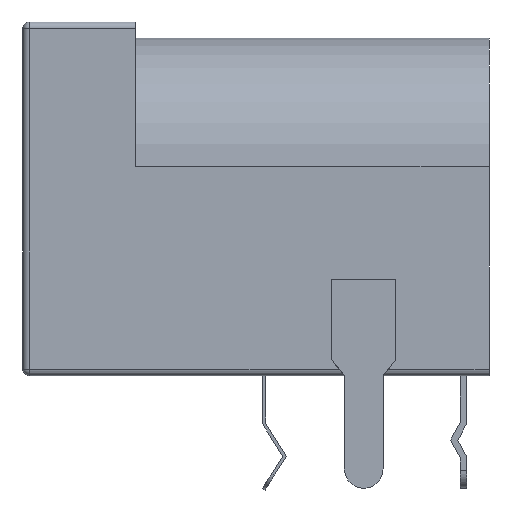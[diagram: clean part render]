
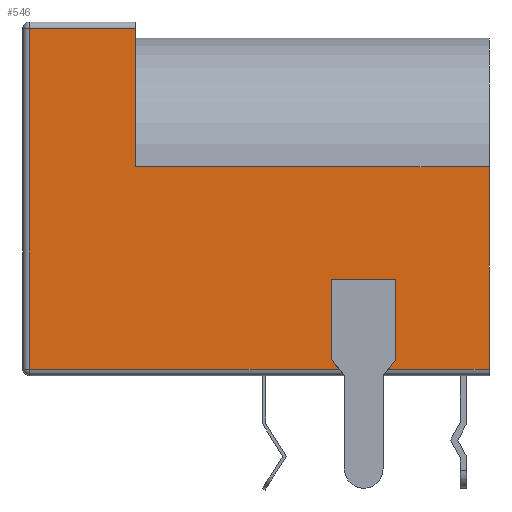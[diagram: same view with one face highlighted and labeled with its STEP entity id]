
A CAD part, front view. The second image highlights one B-rep face of the part: STEP entity #546.
In plain terms, the highlighted planar face has unit normal (0, -1, 0).
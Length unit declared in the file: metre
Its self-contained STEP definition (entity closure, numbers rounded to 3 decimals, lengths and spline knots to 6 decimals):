
#238 = EDGE_CURVE( '', #644, #640, #645, .T. );
#292 = EDGE_CURVE( '', #732, #733, #734, .T. );
#296 = EDGE_CURVE( '', #714, #663, #740, .T. );
#302 = EDGE_CURVE( '', #749, #732, #750, .T. );
#308 = EDGE_CURVE( '', #759, #760, #761, .T. );
#366 = EDGE_CURVE( '', #839, #749, #840, .T. );
#416 = EDGE_CURVE( '', #909, #796, #910, .T. );
#452 = EDGE_CURVE( '', #733, #644, #954, .T. );
#454 = EDGE_CURVE( '', #714, #759, #956, .T. );
#464 = EDGE_CURVE( '', #796, #640, #967, .T. );
#504 = EDGE_CURVE( '', #760, #909, #1012, .T. );
#514 = EDGE_CURVE( '', #839, #663, #1022, .T. );
#546 = ADVANCED_FACE( '', ( #1058 ), #1059, .F. );
#640 = VERTEX_POINT( '', #1161 );
#644 = VERTEX_POINT( '', #1167 );
#645 = LINE( '', #1168, #1169 );
#663 = VERTEX_POINT( '', #1194 );
#714 = VERTEX_POINT( '', #1256 );
#732 = VERTEX_POINT( '', #1284 );
#733 = VERTEX_POINT( '', #1285 );
#734 = LINE( '', #1286, #1287 );
#740 = LINE( '', #1296, #1297 );
#749 = VERTEX_POINT( '', #1311 );
#750 = LINE( '', #1312, #1313 );
#759 = VERTEX_POINT( '', #1325 );
#760 = VERTEX_POINT( '', #1326 );
#761 = LINE( '', #1327, #1328 );
#796 = VERTEX_POINT( '', #1379 );
#839 = VERTEX_POINT( '', #1443 );
#840 = LINE( '', #1444, #1445 );
#909 = VERTEX_POINT( '', #1546 );
#910 = LINE( '', #1547, #1548 );
#954 = LINE( '', #1617, #1618 );
#956 = LINE( '', #1621, #1622 );
#967 = LINE( '', #1642, #1643 );
#1012 = LINE( '', #1714, #1715 );
#1022 = LINE( '', #1733, #1734 );
#1058 = FACE_OUTER_BOUND( '', #1788, .T. );
#1059 = PLANE( '', #1789 );
#1161 = CARTESIAN_POINT( '', ( 0.002589, -0.0045, 0.000287 ) );
#1167 = CARTESIAN_POINT( '', ( -0.007051, -0.0045, 0.000287 ) );
#1168 = CARTESIAN_POINT( '', ( -0.007251, -0.0045, 0.000287 ) );
#1169 = VECTOR( '', #1909, 1. );
#1194 = CARTESIAN_POINT( '', ( 0.007249, -0.0045, 0.000287 ) );
#1256 = CARTESIAN_POINT( '', ( 0.004109, -0.0045, 0.000287 ) );
#1284 = CARTESIAN_POINT( '', ( -0.003751, -0.0045, 0.010887 ) );
#1285 = CARTESIAN_POINT( '', ( -0.007051, -0.0045, 0.010887 ) );
#1286 = CARTESIAN_POINT( '', ( -0.007251, -0.0045, 0.010887 ) );
#1287 = VECTOR( '', #2017, 1. );
#1296 = CARTESIAN_POINT( '', ( -0.007251, -0.0045, 0.000287 ) );
#1297 = VECTOR( '', #2019, 1. );
#1311 = CARTESIAN_POINT( '', ( -0.003751, -0.0045, 0.006587 ) );
#1312 = CARTESIAN_POINT( '', ( -0.003751, -0.0045, 0.000087 ) );
#1313 = VECTOR( '', #2022, 1. );
#1325 = CARTESIAN_POINT( '', ( 0.004349, -0.0045, 0.000587 ) );
#1326 = CARTESIAN_POINT( '', ( 0.004349, -0.0045, 0.003087 ) );
#1327 = CARTESIAN_POINT( '', ( 0.004349, -0.0045, 0.000587 ) );
#1328 = VECTOR( '', #2032, 1. );
#1379 = CARTESIAN_POINT( '', ( 0.002349, -0.0045, 0.000587 ) );
#1443 = CARTESIAN_POINT( '', ( 0.007249, -0.0045, 0.006587 ) );
#1444 = CARTESIAN_POINT( '', ( 0.007249, -0.0045, 0.006587 ) );
#1445 = VECTOR( '', #2131, 1. );
#1546 = CARTESIAN_POINT( '', ( 0.002349, -0.0045, 0.003087 ) );
#1547 = CARTESIAN_POINT( '', ( 0.002349, -0.0045, 0.000587 ) );
#1548 = VECTOR( '', #2223, 1. );
#1617 = CARTESIAN_POINT( '', ( -0.007051, -0.0045, 0.000087 ) );
#1618 = VECTOR( '', #2273, 1. );
#1621 = CARTESIAN_POINT( '', ( 0.003949, -0.0045, 0.000087 ) );
#1622 = VECTOR( '', #2274, 1. );
#1642 = CARTESIAN_POINT( '', ( 0.002749, -0.0045, 0.000087 ) );
#1643 = VECTOR( '', #2279, 1. );
#1714 = CARTESIAN_POINT( '', ( 0.004349, -0.0045, 0.003087 ) );
#1715 = VECTOR( '', #2344, 1. );
#1733 = CARTESIAN_POINT( '', ( 0.007249, -0.0045, 0.000087 ) );
#1734 = VECTOR( '', #2351, 1. );
#1788 = EDGE_LOOP( '', ( #2412, #2413, #2414, #2415, #2416, #2417, #2418, #2419, #2420, #2421, #2422, #2423 ) );
#1789 = AXIS2_PLACEMENT_3D( '', #2424, #2425, #2426 );
#1909 = DIRECTION( '', ( 1., 0., 0. ) );
#2017 = DIRECTION( '', ( -1., 0., 0. ) );
#2019 = DIRECTION( '', ( 1., 0., 0. ) );
#2022 = DIRECTION( '', ( 0., 0., 1. ) );
#2032 = DIRECTION( '', ( 0., 0., 1. ) );
#2131 = DIRECTION( '', ( -1., 0., 0. ) );
#2223 = DIRECTION( '', ( 0., 0., -1. ) );
#2273 = DIRECTION( '', ( 0., 0., -1. ) );
#2274 = DIRECTION( '', ( 0.625, 0., 0.781 ) );
#2279 = DIRECTION( '', ( 0.625, 0., -0.781 ) );
#2344 = DIRECTION( '', ( -1., 0., 0. ) );
#2351 = DIRECTION( '', ( 0., 0., -1. ) );
#2412 = ORIENTED_EDGE( '', *, *, #464, .F. );
#2413 = ORIENTED_EDGE( '', *, *, #416, .F. );
#2414 = ORIENTED_EDGE( '', *, *, #504, .F. );
#2415 = ORIENTED_EDGE( '', *, *, #308, .F. );
#2416 = ORIENTED_EDGE( '', *, *, #454, .F. );
#2417 = ORIENTED_EDGE( '', *, *, #296, .T. );
#2418 = ORIENTED_EDGE( '', *, *, #514, .F. );
#2419 = ORIENTED_EDGE( '', *, *, #366, .T. );
#2420 = ORIENTED_EDGE( '', *, *, #302, .T. );
#2421 = ORIENTED_EDGE( '', *, *, #292, .T. );
#2422 = ORIENTED_EDGE( '', *, *, #452, .T. );
#2423 = ORIENTED_EDGE( '', *, *, #238, .T. );
#2424 = CARTESIAN_POINT( '', ( -0.007251, -0.0045, 0.000087 ) );
#2425 = DIRECTION( '', ( 0., 1., 0. ) );
#2426 = DIRECTION( '', ( 1., 0., 0. ) );
